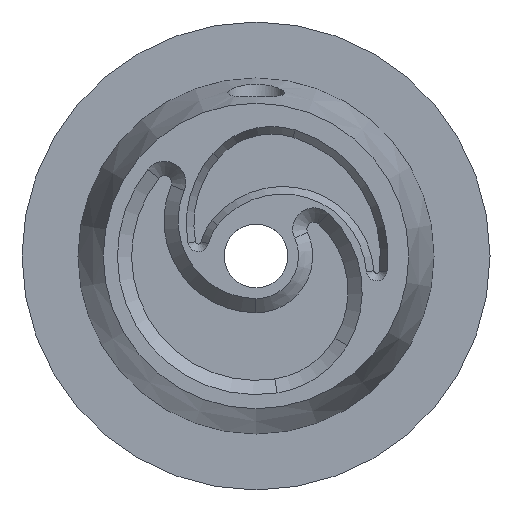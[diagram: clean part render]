
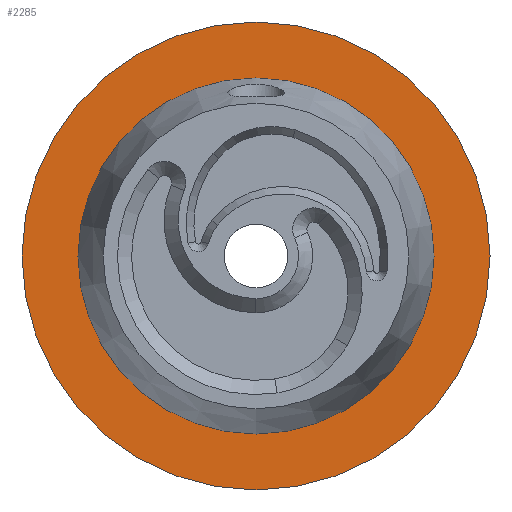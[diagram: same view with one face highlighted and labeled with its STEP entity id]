
A CAD part, left-side view. The second image highlights one B-rep face of the part: STEP entity #2285.
In plain terms, the highlighted planar face has unit normal (-1, 0, 0).
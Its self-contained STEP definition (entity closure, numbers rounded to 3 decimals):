
#52=FACE_BOUND('',#278,.T.);
#60=PLANE('',#2462);
#142=FACE_OUTER_BOUND('',#277,.T.);
#277=EDGE_LOOP('',(#1619));
#278=EDGE_LOOP('',(#1620));
#888=CIRCLE('',#2442,16.5);
#890=CIRCLE('',#2446,12.554);
#1002=VERTEX_POINT('',#3469);
#1006=VERTEX_POINT('',#3515);
#1230=EDGE_CURVE('',#1002,#1002,#888,.F.);
#1236=EDGE_CURVE('',#1006,#1006,#890,.T.);
#1619=ORIENTED_EDGE('',*,*,#1230,.T.);
#1620=ORIENTED_EDGE('',*,*,#1236,.T.);
#2285=ADVANCED_FACE('',(#142,#52),#60,.T.);
#2442=AXIS2_PLACEMENT_3D('',#3470,#2721,#2722);
#2446=AXIS2_PLACEMENT_3D('',#3516,#2731,#2732);
#2462=AXIS2_PLACEMENT_3D('',#3545,#2766,#2767);
#2721=DIRECTION('center_axis',(1.,0.,0.));
#2722=DIRECTION('ref_axis',(0.,0.,1.));
#2731=DIRECTION('center_axis',(1.,0.,0.));
#2732=DIRECTION('ref_axis',(0.,0.,1.));
#2766=DIRECTION('center_axis',(-1.,0.,0.));
#2767=DIRECTION('ref_axis',(0.,0.,1.));
#3469=CARTESIAN_POINT('',(-19.5,-51.65,-19.5));
#3470=CARTESIAN_POINT('Origin',(-19.5,-51.65,-3.));
#3515=CARTESIAN_POINT('',(-19.5,-51.65,9.554));
#3516=CARTESIAN_POINT('Origin',(-19.5,-51.65,-3.));
#3545=CARTESIAN_POINT('Origin',(-19.5,-51.65,-3.));
